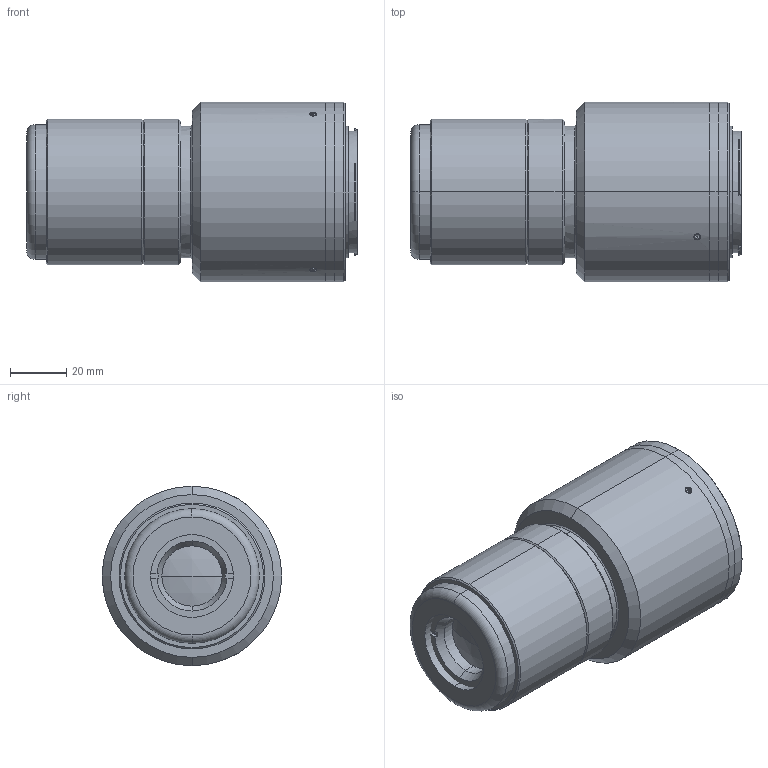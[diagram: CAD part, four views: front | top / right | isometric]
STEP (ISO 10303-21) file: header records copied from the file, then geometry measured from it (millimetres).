
FILE_DESCRIPTION (( 'STEP AP203' ), '1' );
FILE_NAME ('DP23005-B_MC4K075X-F.step', '2022-01-04T08:40:31', ( '' ), ( '' ), 'SwSTEP 2.0', 'SolidWorks 2021', '' );
FILE_SCHEMA (( 'CONFIG_CONTROL_DESIGN' ));
Length unit declared in the file: millimetre
Products named in the file (1): DP23005-B_MC4K075X-F
Bounding box: 117.87 x 64 x 64 mm (x, y, z)
Surface area: 44433.7 mm2 (no closed solid volume)
Topology: 0 solids, 12 shells, 118 faces, 350 edges, 243 vertices
Faces by surface type: cylinder 49, plane 43, cone 22, sphere 2, torus 2
Entity records: 4466 total; most frequent: CARTESIAN_POINT 1197, DIRECTION 709, ORIENTED_EDGE 567, EDGE_CURVE 350, AXIS2_PLACEMENT_3D 269, VERTEX_POINT 243, VECTOR 171, LINE 171
